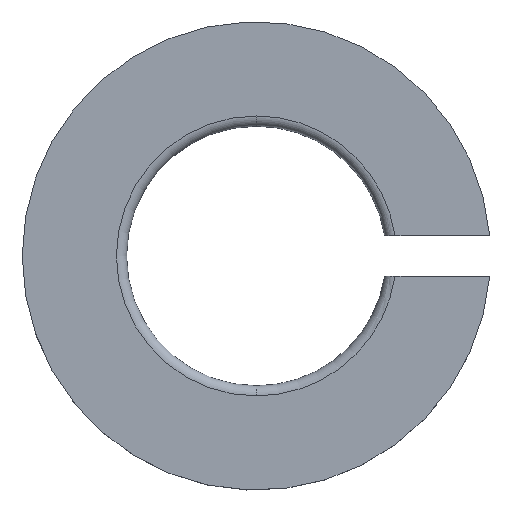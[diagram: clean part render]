
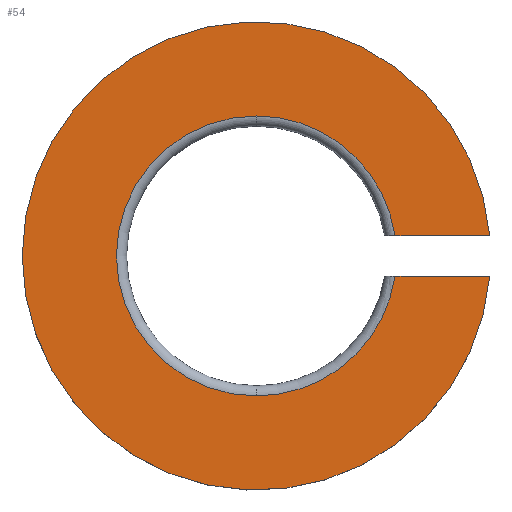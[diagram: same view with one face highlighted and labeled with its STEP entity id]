
A CAD part, top view. The second image highlights one B-rep face of the part: STEP entity #54.
In plain terms, the highlighted planar face has unit normal (0, 0, 1).
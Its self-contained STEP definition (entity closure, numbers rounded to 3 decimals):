
#54=ADVANCED_FACE('',(#77),#78,.T.);
#77=FACE_OUTER_BOUND('',#105,.T.);
#78=PLANE('',#106);
#105=EDGE_LOOP('',(#181,#182,#183,#184,#185,#186,#187));
#106=AXIS2_PLACEMENT_3D('',#188,#189,#190);
#181=ORIENTED_EDGE('',*,*,#253,.T.);
#182=ORIENTED_EDGE('',*,*,#248,.F.);
#183=ORIENTED_EDGE('',*,*,#251,.F.);
#184=ORIENTED_EDGE('',*,*,#261,.F.);
#185=ORIENTED_EDGE('',*,*,#258,.T.);
#186=ORIENTED_EDGE('',*,*,#232,.T.);
#187=ORIENTED_EDGE('',*,*,#262,.T.);
#188=CARTESIAN_POINT('',(0.0,0.,1.0));
#189=DIRECTION('',(-0.0,0.,1.0));
#190=DIRECTION('',(1.0,0.0,0.0));
#232=EDGE_CURVE('',#270,#267,#271,.T.);
#248=EDGE_CURVE('',#297,#299,#300,.T.);
#251=EDGE_CURVE('',#302,#297,#305,.T.);
#253=EDGE_CURVE('',#307,#299,#308,.T.);
#258=EDGE_CURVE('',#316,#270,#317,.T.);
#261=EDGE_CURVE('',#316,#302,#321,.T.);
#262=EDGE_CURVE('',#267,#307,#322,.T.);
#267=VERTEX_POINT('',#327);
#270=VERTEX_POINT('',#331);
#271=CIRCLE('',#332,4.6);
#297=VERTEX_POINT('',#374);
#299=VERTEX_POINT('',#376);
#300=CIRCLE('',#377,2.75);
#302=VERTEX_POINT('',#392);
#305=CIRCLE('',#395,2.75);
#307=VERTEX_POINT('',#397);
#308=LINE('',#398,#399);
#316=VERTEX_POINT('',#423);
#317=LINE('',#424,#425);
#321=CIRCLE('',#443,2.75);
#322=CIRCLE('',#444,4.6);
#327=CARTESIAN_POINT('',(-4.6,0.,1.0));
#331=CARTESIAN_POINT('',(4.583,0.4,1.0));
#332=AXIS2_PLACEMENT_3D('',#450,#451,#452);
#374=CARTESIAN_POINT('',(0.,-2.75,1.0));
#376=CARTESIAN_POINT('',(2.721,-0.4,1.0));
#377=AXIS2_PLACEMENT_3D('',#489,#490,#491);
#392=CARTESIAN_POINT('',(0.,2.75,1.0));
#395=AXIS2_PLACEMENT_3D('',#495,#496,#497);
#397=CARTESIAN_POINT('',(4.583,-0.4,1.0));
#398=CARTESIAN_POINT('',(2.3,-0.4,1.0));
#399=VECTOR('',#501,1.0);
#423=CARTESIAN_POINT('',(2.721,0.4,1.0));
#424=CARTESIAN_POINT('',(2.3,0.4,1.0));
#425=VECTOR('',#505,1.0);
#443=AXIS2_PLACEMENT_3D('',#507,#508,#509);
#444=AXIS2_PLACEMENT_3D('',#510,#511,#512);
#450=CARTESIAN_POINT('',(0.0,0.,1.0));
#451=DIRECTION('',(-0.0,0.,1.0));
#452=DIRECTION('',(1.0,0.0,0.0));
#489=CARTESIAN_POINT('',(0.0,0.,1.0));
#490=DIRECTION('',(-0.0,0.,1.0));
#491=DIRECTION('',(1.0,0.0,0.0));
#495=CARTESIAN_POINT('',(0.0,0.,1.0));
#496=DIRECTION('',(-0.0,0.,1.0));
#497=DIRECTION('',(1.0,0.0,0.0));
#501=DIRECTION('',(-1.0,0.0,0.0));
#505=DIRECTION('',(1.0,0.0,0.0));
#507=CARTESIAN_POINT('',(0.0,0.,1.0));
#508=DIRECTION('',(-0.0,0.,1.0));
#509=DIRECTION('',(1.0,0.0,0.0));
#510=CARTESIAN_POINT('',(0.0,0.,1.0));
#511=DIRECTION('',(-0.0,0.,1.0));
#512=DIRECTION('',(1.0,0.0,0.0));
